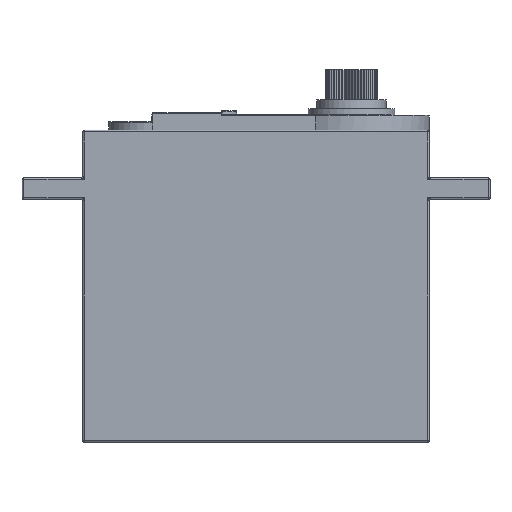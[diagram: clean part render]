
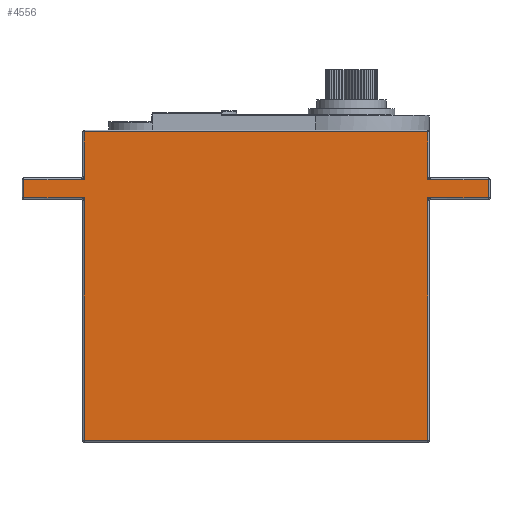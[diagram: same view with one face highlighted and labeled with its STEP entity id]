
A CAD part, top view. The second image highlights one B-rep face of the part: STEP entity #4556.
In plain terms, the highlighted planar face has unit normal (0, 0, 1).
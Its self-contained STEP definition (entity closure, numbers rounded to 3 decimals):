
#102=PLANE('',#4925);
#241=LINE('',#6680,#704);
#250=LINE('',#6767,#713);
#297=LINE('',#7003,#760);
#298=LINE('',#7006,#761);
#299=LINE('',#7011,#762);
#301=LINE('',#7016,#764);
#302=LINE('',#7021,#765);
#303=LINE('',#7024,#766);
#306=LINE('',#7034,#769);
#307=LINE('',#7042,#770);
#308=LINE('',#7047,#771);
#310=LINE('',#7056,#773);
#704=VECTOR('',#5262,10.);
#713=VECTOR('',#5299,10.);
#760=VECTOR('',#5496,10.);
#761=VECTOR('',#5499,10.);
#762=VECTOR('',#5506,10.);
#764=VECTOR('',#5512,10.);
#765=VECTOR('',#5519,10.);
#766=VECTOR('',#5524,10.);
#769=VECTOR('',#5537,10.);
#770=VECTOR('',#5552,10.);
#771=VECTOR('',#5559,10.);
#773=VECTOR('',#5571,10.);
#1302=FACE_OUTER_BOUND('',#1572,.T.);
#1572=EDGE_LOOP('',(#3295,#3296,#3297,#3298,#3299,#3300,#3301,#3302,#3303,
#3304,#3305,#3306));
#1946=VERTEX_POINT('',#6584);
#1954=VERTEX_POINT('',#6631);
#1961=VERTEX_POINT('',#6679);
#1964=VERTEX_POINT('',#6710);
#1975=VERTEX_POINT('',#6766);
#1981=VERTEX_POINT('',#6831);
#2027=VERTEX_POINT('',#7001);
#2028=VERTEX_POINT('',#7005);
#2029=VERTEX_POINT('',#7009);
#2030=VERTEX_POINT('',#7015);
#2031=VERTEX_POINT('',#7019);
#2034=VERTEX_POINT('',#7045);
#2363=EDGE_CURVE('',#1954,#1961,#241,.T.);
#2382=EDGE_CURVE('',#1964,#1975,#250,.T.);
#2473=EDGE_CURVE('',#2027,#1964,#297,.T.);
#2474=EDGE_CURVE('',#1946,#2028,#298,.T.);
#2477=EDGE_CURVE('',#2029,#1946,#299,.T.);
#2479=EDGE_CURVE('',#1981,#2030,#301,.T.);
#2482=EDGE_CURVE('',#2031,#1981,#302,.T.);
#2484=EDGE_CURVE('',#2030,#2027,#303,.T.);
#2490=EDGE_CURVE('',#2028,#2031,#306,.T.);
#2495=EDGE_CURVE('',#1961,#2029,#307,.T.);
#2497=EDGE_CURVE('',#2034,#1954,#308,.T.);
#2501=EDGE_CURVE('',#1975,#2034,#310,.T.);
#3295=ORIENTED_EDGE('',*,*,#2477,.F.);
#3296=ORIENTED_EDGE('',*,*,#2495,.F.);
#3297=ORIENTED_EDGE('',*,*,#2363,.F.);
#3298=ORIENTED_EDGE('',*,*,#2497,.F.);
#3299=ORIENTED_EDGE('',*,*,#2501,.F.);
#3300=ORIENTED_EDGE('',*,*,#2382,.F.);
#3301=ORIENTED_EDGE('',*,*,#2473,.F.);
#3302=ORIENTED_EDGE('',*,*,#2484,.F.);
#3303=ORIENTED_EDGE('',*,*,#2479,.F.);
#3304=ORIENTED_EDGE('',*,*,#2482,.F.);
#3305=ORIENTED_EDGE('',*,*,#2490,.F.);
#3306=ORIENTED_EDGE('',*,*,#2474,.F.);
#4556=ADVANCED_FACE('',(#1302),#102,.T.);
#4925=AXIS2_PLACEMENT_3D('',#7074,#5596,#5597);
#5262=DIRECTION('',(0.,-1.,0.));
#5299=DIRECTION('',(1.,0.,0.));
#5496=DIRECTION('',(0.,-1.,0.));
#5499=DIRECTION('',(-1.,0.,0.));
#5506=DIRECTION('',(0.,1.,0.));
#5512=DIRECTION('',(0.,1.,0.));
#5519=DIRECTION('',(1.,0.,0.));
#5524=DIRECTION('',(1.,0.,0.));
#5537=DIRECTION('',(0.,1.,0.));
#5552=DIRECTION('',(-1.,0.,0.));
#5559=DIRECTION('',(-1.,0.,0.));
#5571=DIRECTION('',(0.,-1.,0.));
#5596=DIRECTION('center_axis',(0.,0.,1.));
#5597=DIRECTION('ref_axis',(-1.,0.,0.));
#6584=CARTESIAN_POINT('',(-19.8,-7.8,10.));
#6631=CARTESIAN_POINT('',(19.8,-7.8,10.));
#6679=CARTESIAN_POINT('',(19.8,-35.8,10.));
#6680=CARTESIAN_POINT('',(19.8,0.,10.));
#6710=CARTESIAN_POINT('',(19.8,-5.7,10.));
#6766=CARTESIAN_POINT('',(26.8,-5.7,10.));
#6767=CARTESIAN_POINT('',(-1.75,-5.7,10.));
#6831=CARTESIAN_POINT('',(-19.8,-5.7,10.));
#7001=CARTESIAN_POINT('',(19.8,-0.2,10.));
#7003=CARTESIAN_POINT('',(19.8,0.,10.));
#7005=CARTESIAN_POINT('',(-26.8,-7.8,10.));
#7006=CARTESIAN_POINT('',(-1.75,-7.8,10.));
#7009=CARTESIAN_POINT('',(-19.8,-35.8,10.));
#7011=CARTESIAN_POINT('',(-19.8,0.,10.));
#7015=CARTESIAN_POINT('',(-19.8,-0.2,10.));
#7016=CARTESIAN_POINT('',(-19.8,0.,10.));
#7019=CARTESIAN_POINT('',(-26.8,-5.7,10.));
#7021=CARTESIAN_POINT('',(-1.75,-5.7,10.));
#7024=CARTESIAN_POINT('',(10.,-0.2,10.));
#7034=CARTESIAN_POINT('',(-26.8,-2.75,10.));
#7042=CARTESIAN_POINT('',(10.,-35.8,10.));
#7045=CARTESIAN_POINT('',(26.8,-7.8,10.));
#7047=CARTESIAN_POINT('',(-1.75,-7.8,10.));
#7056=CARTESIAN_POINT('',(26.8,-2.75,10.));
#7074=CARTESIAN_POINT('Origin',(20.,0.,10.));
